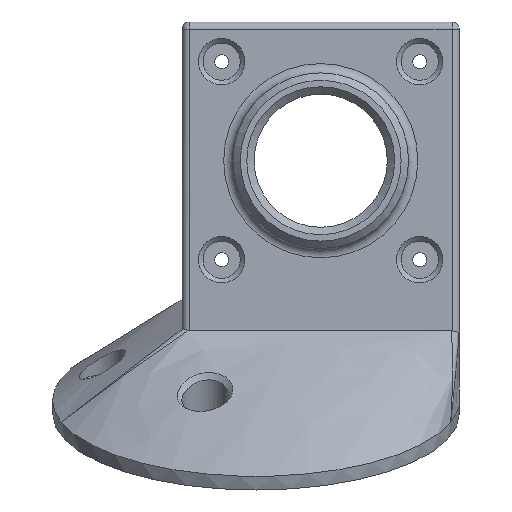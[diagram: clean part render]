
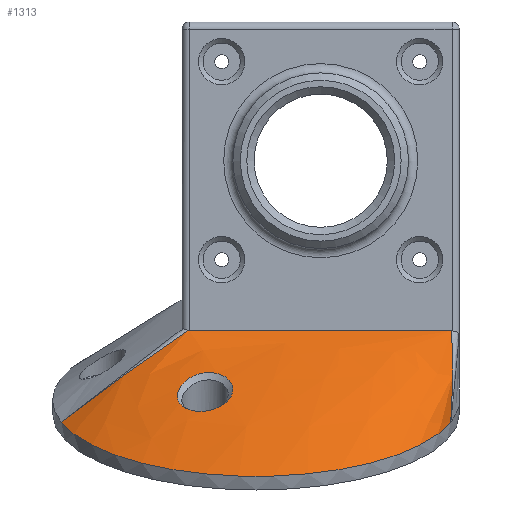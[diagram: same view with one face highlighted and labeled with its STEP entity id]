
A CAD part, front view. The second image highlights one B-rep face of the part: STEP entity #1313.
In plain terms, the highlighted free-form (B-spline) face has degree [3, 3] with [10, 4] control points.
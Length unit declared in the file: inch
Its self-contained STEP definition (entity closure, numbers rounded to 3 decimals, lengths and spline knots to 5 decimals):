
#21=B_SPLINE_SURFACE_WITH_KNOTS('',3,3,((#2084,#2085,#2086,#2087),(#2088,
#2089,#2090,#2091),(#2092,#2093,#2094,#2095),(#2096,#2097,#2098,#2099),
(#2100,#2101,#2102,#2103),(#2104,#2105,#2106,#2107),(#2108,#2109,#2110,
#2111),(#2112,#2113,#2114,#2115),(#2116,#2117,#2118,#2119),(#2120,#2121,
#2122,#2123)),.UNSPECIFIED.,.F.,.F.,.F.,(4,1,1,1,1,1,1,4),(4,4),(0.,0.14286,
0.28571,0.42857,0.57143,0.71429,
0.85714,1.),(0.,1.00255),.UNSPECIFIED.);
#62=FACE_BOUND('',#234,.T.);
#85=B_SPLINE_CURVE_WITH_KNOTS('',3,(#2067,#2068,#2069,#2070,#2071,#2072,
#2073,#2074,#2075,#2076,#2077,#2078,#2079),.UNSPECIFIED.,.T.,.F.,(4,1,1,
1,1,1,1,1,1,1,4),(0.,0.18463,0.36925,0.7385,
1.10775,1.35392,1.477,1.84625,2.2155,
2.40013,2.58475),.UNSPECIFIED.);
#86=B_SPLINE_CURVE_WITH_KNOTS('',3,(#2125,#2126,#2127,#2128,#2129,#2130,
#2131,#2132),.UNSPECIFIED.,.F.,.F.,(4,1,1,2,4),(-1.6255,-0.97537,
-0.65025,0.,0.00115),.UNSPECIFIED.);
#87=B_SPLINE_CURVE_WITH_KNOTS('',3,(#2134,#2135,#2136,#2137,#2138,#2139),
 .UNSPECIFIED.,.F.,.F.,(4,2,4),(0.06438,0.07597,0.08589),
 .UNSPECIFIED.);
#88=B_SPLINE_CURVE_WITH_KNOTS('',3,(#2141,#2142,#2143,#2144),
 .UNSPECIFIED.,.F.,.F.,(4,4),(0.04505,0.05271),
 .UNSPECIFIED.);
#89=B_SPLINE_CURVE_WITH_KNOTS('',3,(#2146,#2147,#2148,#2149,#2150,#2151,
#2152,#2153),.UNSPECIFIED.,.F.,.F.,(4,2,1,1,4),(-2.67272,-2.67006,
-1.58095,-1.0364,0.04505),.UNSPECIFIED.);
#149=FACE_OUTER_BOUND('',#233,.T.);
#233=EDGE_LOOP('',(#968,#969,#970,#971,#972,#973));
#234=EDGE_LOOP('',(#974));
#323=LINE('',#1943,#421);
#421=VECTOR('',#1559,0.3937);
#535=CIRCLE('',#1431,1.375);
#591=VERTEX_POINT('',#1939);
#593=VERTEX_POINT('',#1942);
#610=VERTEX_POINT('',#2046);
#614=VERTEX_POINT('',#2124);
#615=VERTEX_POINT('',#2133);
#616=VERTEX_POINT('',#2140);
#617=VERTEX_POINT('',#2145);
#719=EDGE_CURVE('',#591,#593,#323,.T.);
#747=EDGE_CURVE('',#610,#610,#85,.T.);
#750=EDGE_CURVE('',#593,#614,#86,.T.);
#751=EDGE_CURVE('',#615,#591,#87,.T.);
#752=EDGE_CURVE('',#616,#615,#88,.T.);
#753=EDGE_CURVE('',#617,#616,#89,.T.);
#754=EDGE_CURVE('',#617,#614,#535,.T.);
#968=ORIENTED_EDGE('',*,*,#750,.F.);
#969=ORIENTED_EDGE('',*,*,#719,.F.);
#970=ORIENTED_EDGE('',*,*,#751,.F.);
#971=ORIENTED_EDGE('',*,*,#752,.F.);
#972=ORIENTED_EDGE('',*,*,#753,.F.);
#973=ORIENTED_EDGE('',*,*,#754,.T.);
#974=ORIENTED_EDGE('',*,*,#747,.F.);
#1313=ADVANCED_FACE('',(#149,#62),#21,.T.);
#1431=AXIS2_PLACEMENT_3D('',#2154,#1617,#1618);
#1559=DIRECTION('',(1.,0.,0.));
#1617=DIRECTION('center_axis',(0.,-0.375,
0.927));
#1618=DIRECTION('ref_axis',(-1.,0.,0.));
#1939=CARTESIAN_POINT('',(-0.8875,-0.2625,-0.21211));
#1942=CARTESIAN_POINT('',(0.88488,-0.2625,-0.21211));
#1943=CARTESIAN_POINT('',(-0.9375,-0.2625,-0.21211));
#2046=CARTESIAN_POINT('',(-0.85884,-0.80377,-0.75267));
#2067=CARTESIAN_POINT('Ctrl Pts',(-0.85884,-0.80377,
-0.75267));
#2068=CARTESIAN_POINT('Ctrl Pts',(-0.83217,-0.81497,-0.75738));
#2069=CARTESIAN_POINT('Ctrl Pts',(-0.7732,-0.82716,
-0.75797));
#2070=CARTESIAN_POINT('Ctrl Pts',(-0.66025,-0.80668,
-0.72494));
#2071=CARTESIAN_POINT('Ctrl Pts',(-0.57374,-0.71398,
-0.63598));
#2072=CARTESIAN_POINT('Ctrl Pts',(-0.60946,-0.59001,
-0.53051));
#2073=CARTESIAN_POINT('Ctrl Pts',(-0.71197,-0.53265,
-0.49164));
#2074=CARTESIAN_POINT('Ctrl Pts',(-0.83104,-0.51699,
-0.49579));
#2075=CARTESIAN_POINT('Ctrl Pts',(-0.95292,-0.56212,
-0.56352));
#2076=CARTESIAN_POINT('Ctrl Pts',(-0.98282,-0.67237,
-0.66684));
#2077=CARTESIAN_POINT('Ctrl Pts',(-0.93294,-0.76019,
-0.72975));
#2078=CARTESIAN_POINT('Ctrl Pts',(-0.88552,-0.79256,
-0.74796));
#2079=CARTESIAN_POINT('Ctrl Pts',(-0.85884,-0.80377,
-0.75267));
#2084=CARTESIAN_POINT('Ctrl Pts',(-1.75379,-0.45512,
-0.8292));
#2085=CARTESIAN_POINT('Ctrl Pts',(-1.481,-0.39075,
-0.62298));
#2086=CARTESIAN_POINT('Ctrl Pts',(-1.20821,-0.32638,-0.41676));
#2087=CARTESIAN_POINT('Ctrl Pts',(-0.93542,-0.26201,
-0.21054));
#2088=CARTESIAN_POINT('Ctrl Pts',(-1.70542,-0.6036,
-0.8892));
#2089=CARTESIAN_POINT('Ctrl Pts',(-1.41893,-0.48961,
-0.66292));
#2090=CARTESIAN_POINT('Ctrl Pts',(-1.13252,-0.37563,
-0.43666));
#2091=CARTESIAN_POINT('Ctrl Pts',(-0.84603,-0.26163,
-0.21039));
#2092=CARTESIAN_POINT('Ctrl Pts',(-1.5496,-0.88397,
-1.00247));
#2093=CARTESIAN_POINT('Ctrl Pts',(-1.25554,-0.67627,
-0.73834));
#2094=CARTESIAN_POINT('Ctrl Pts',(-0.96146,-0.46861,-0.47423));
#2095=CARTESIAN_POINT('Ctrl Pts',(-0.6674,-0.26092,
-0.2101));
#2096=CARTESIAN_POINT('Ctrl Pts',(-1.16939,-1.19962,-1.13));
#2097=CARTESIAN_POINT('Ctrl Pts',(-0.91287,-0.88647,
-0.82327));
#2098=CARTESIAN_POINT('Ctrl Pts',(-0.65634,-0.57326,
-0.51651));
#2099=CARTESIAN_POINT('Ctrl Pts',(-0.39983,-0.26011,
-0.20977));
#2100=CARTESIAN_POINT('Ctrl Pts',(-0.69264,-1.36838,
-1.19819));
#2101=CARTESIAN_POINT('Ctrl Pts',(-0.50593,-0.9988,
-0.86865));
#2102=CARTESIAN_POINT('Ctrl Pts',(-0.31922,-0.62927,
-0.53914));
#2103=CARTESIAN_POINT('Ctrl Pts',(-0.1325,-0.25968,
-0.2096));
#2104=CARTESIAN_POINT('Ctrl Pts',(-0.18233,-1.36851,-1.19824));
#2105=CARTESIAN_POINT('Ctrl Pts',(-0.07664,-0.99893,
-0.8687));
#2106=CARTESIAN_POINT('Ctrl Pts',(0.02904,-0.62927,
-0.53914));
#2107=CARTESIAN_POINT('Ctrl Pts',(0.13474,-0.25968,-0.2096));
#2108=CARTESIAN_POINT('Ctrl Pts',(0.29437,-1.19955,-1.12997));
#2109=CARTESIAN_POINT('Ctrl Pts',(0.33027,-0.8864,
-0.82324));
#2110=CARTESIAN_POINT('Ctrl Pts',(0.36616,-0.57326,-0.51651));
#2111=CARTESIAN_POINT('Ctrl Pts',(0.40206,-0.26011,
-0.20977));
#2112=CARTESIAN_POINT('Ctrl Pts',(0.6746,-0.88398,
-1.00248));
#2113=CARTESIAN_POINT('Ctrl Pts',(0.67294,-0.67629,
-0.73835));
#2114=CARTESIAN_POINT('Ctrl Pts',(0.67129,-0.46861,
-0.47423));
#2115=CARTESIAN_POINT('Ctrl Pts',(0.66963,-0.26092,
-0.2101));
#2116=CARTESIAN_POINT('Ctrl Pts',(0.83042,-0.6036,
-0.8892));
#2117=CARTESIAN_POINT('Ctrl Pts',(0.83634,-0.48961,
-0.66292));
#2118=CARTESIAN_POINT('Ctrl Pts',(0.84234,-0.37563,
-0.43666));
#2119=CARTESIAN_POINT('Ctrl Pts',(0.84826,-0.26163,
-0.21039));
#2120=CARTESIAN_POINT('Ctrl Pts',(0.87879,-0.45512,
-0.8292));
#2121=CARTESIAN_POINT('Ctrl Pts',(0.89841,-0.39075,
-0.62298));
#2122=CARTESIAN_POINT('Ctrl Pts',(0.91803,-0.32638,
-0.41676));
#2123=CARTESIAN_POINT('Ctrl Pts',(0.93765,-0.26201,
-0.21054));
#2124=CARTESIAN_POINT('',(0.87879,-0.45512,-0.8292));
#2125=CARTESIAN_POINT('Ctrl Pts',(0.88488,-0.2625,-0.21211));
#2126=CARTESIAN_POINT('Ctrl Pts',(0.88779,-0.29645,
-0.29142));
#2127=CARTESIAN_POINT('Ctrl Pts',(0.89321,-0.34268,
-0.41309));
#2128=CARTESIAN_POINT('Ctrl Pts',(0.89418,-0.40094,
-0.62202));
#2129=CARTESIAN_POINT('Ctrl Pts',(0.88551,-0.43261,-0.74646));
#2130=CARTESIAN_POINT('Ctrl Pts',(0.87881,-0.45504,
-0.82891));
#2131=CARTESIAN_POINT('Ctrl Pts',(0.8788,-0.45508,
-0.82906));
#2132=CARTESIAN_POINT('Ctrl Pts',(0.87879,-0.45512,
-0.8292));
#2133=CARTESIAN_POINT('',(-0.89559,-0.26184,-0.21047));
#2134=CARTESIAN_POINT('Ctrl Pts',(-0.89559,-0.26184,
-0.21047));
#2135=CARTESIAN_POINT('Ctrl Pts',(-0.89423,-0.26206,
-0.21105));
#2136=CARTESIAN_POINT('Ctrl Pts',(-0.89281,-0.26224,
-0.21148));
#2137=CARTESIAN_POINT('Ctrl Pts',(-0.89006,-0.26245,-0.212));
#2138=CARTESIAN_POINT('Ctrl Pts',(-0.88879,-0.2625,-0.21211));
#2139=CARTESIAN_POINT('Ctrl Pts',(-0.8875,-0.2625,-0.21211));
#2140=CARTESIAN_POINT('',(-0.89807,-0.2625,-0.21211));
#2141=CARTESIAN_POINT('Ctrl Pts',(-0.89807,-0.2625,
-0.21211));
#2142=CARTESIAN_POINT('Ctrl Pts',(-0.89724,-0.26228,
-0.21157));
#2143=CARTESIAN_POINT('Ctrl Pts',(-0.89641,-0.26206,
-0.21102));
#2144=CARTESIAN_POINT('Ctrl Pts',(-0.89559,-0.26184,
-0.21047));
#2145=CARTESIAN_POINT('',(-1.75379,-0.45512,-0.8292));
#2146=CARTESIAN_POINT('Ctrl Pts',(-1.75379,-0.45512,
-0.8292));
#2147=CARTESIAN_POINT('Ctrl Pts',(-1.75351,-0.45505,
-0.829));
#2148=CARTESIAN_POINT('Ctrl Pts',(-1.75324,-0.45499,
-0.82879));
#2149=CARTESIAN_POINT('Ctrl Pts',(-1.64044,-0.42947,
-0.74418));
#2150=CARTESIAN_POINT('Ctrl Pts',(-1.47126,-0.39194,-0.61787));
#2151=CARTESIAN_POINT('Ctrl Pts',(-1.18817,-0.32988,
-0.41001));
#2152=CARTESIAN_POINT('Ctrl Pts',(-1.01471,-0.29345,
-0.2894));
#2153=CARTESIAN_POINT('Ctrl Pts',(-0.89807,-0.2625,
-0.21211));
#2154=CARTESIAN_POINT('Origin',(-0.4375,-0.08656,-0.68029));
